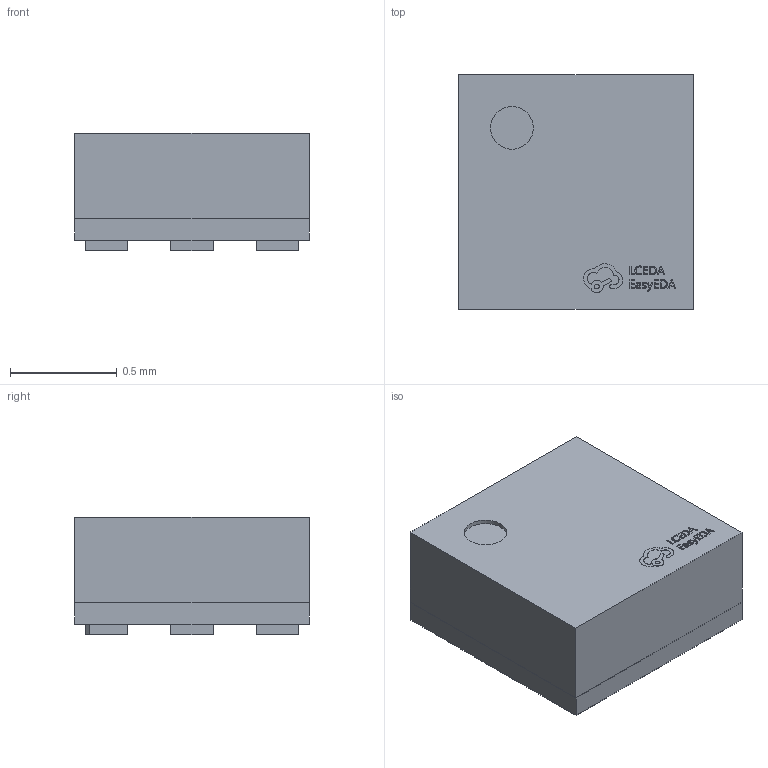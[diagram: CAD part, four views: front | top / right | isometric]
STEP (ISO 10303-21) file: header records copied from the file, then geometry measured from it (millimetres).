
FILE_DESCRIPTION (( 'STEP AP214' ), '1' );
FILE_NAME ('LGA-9_L1.1-W1.1-H0.6-P0.40-BL.step', '2022-07-04T13:38:34', ( '' ), ( '' ), 'SwSTEP 2.0', 'SolidWorks 2020', '' );
FILE_SCHEMA (( 'AUTOMOTIVE_DESIGN' ));
Length unit declared in the file: millimetre
Products named in the file (1): LGA-9_L1.1-W1.1-H0.6-P0.40-BL
Bounding box: 1.1 x 1.1 x 0.55 mm (x, y, z)
Volume: 0.6 mm3; surface area: 8.1 mm2
Topology: 11 solids, 11 shells, 353 faces, 912 edges, 608 vertices
Faces by surface type: plane 239, bspline 112, cylinder 2
Entity records: 15189 total; most frequent: CARTESIAN_POINT 3978, ORIENTED_EDGE 1824, DIRECTION 1172, EDGE_CURVE 912, LINE 680, VECTOR 680, VERTEX_POINT 608, EDGE_LOOP 380
